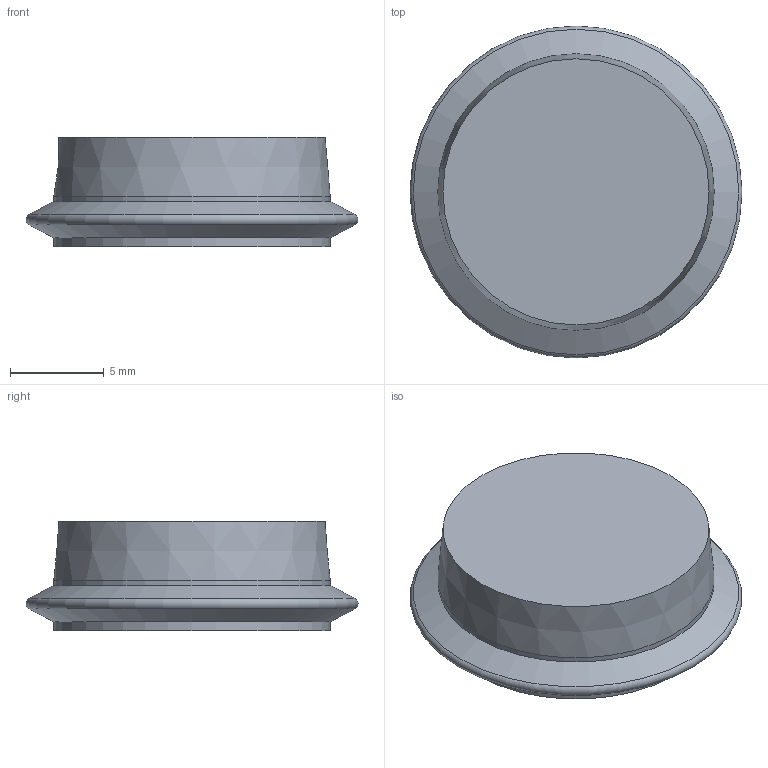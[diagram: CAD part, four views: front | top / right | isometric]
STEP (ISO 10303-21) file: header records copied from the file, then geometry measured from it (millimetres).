
FILE_DESCRIPTION(/* description */ ('3-D model version:1'),/* implementation_level */ '2;1');
FILE_NAME(/* name */ '327R09-18 11WH-TH 1025',/* time_stamp */ '2015-10-28T13:52:38+01:00',/* author */ ('InteractiveCad'),/* organization */ ('AB Sandvik Coromant'),/* preprocessor_version */ 'ST-DEVELOPER v15',/* originating_system */ 'SIEMENS PLM Software NX 8.5',/* authorisation */ '');
FILE_SCHEMA (('AP203_CONFIGURATION_CONTROLLED_3D_DESIGN_OF_MECHANICAL_PARTS_AND_ASSEMBLIES_MIM_LF { 1 0 10303 403 2 1 2}'));
Length unit declared in the file: millimetre
Products named in the file (1): 327R09_18_11WH_TH_SIM
Bounding box: 17.7 x 17.7 x 5.85 mm (x, y, z)
Volume: 1063.2 mm3; surface area: 874 mm2
Topology: 2 solids, 2 shells, 8 faces, 16 edges, 10 vertices
Faces by surface type: cone 3, cylinder 2, plane 2, torus 1
Full cylindrical faces by diameter (mm): 14.74 x2
Entity records: 258 total; most frequent: DIRECTION 32, CARTESIAN_POINT 23, AXIS2_PLACEMENT_3D 16, EDGE_LOOP 14, ORIENTED_EDGE 14, FACE_BOUND 12, ADVANCED_FACE 8, PERSON_AND_ORGANIZATION 7
